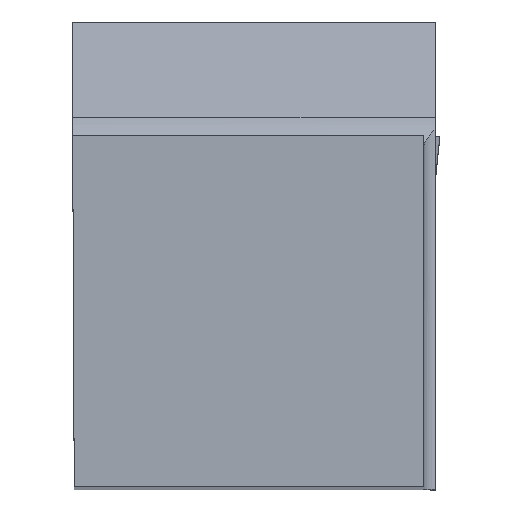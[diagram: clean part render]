
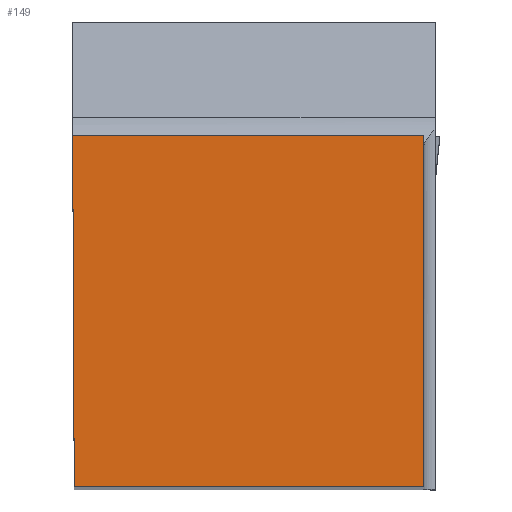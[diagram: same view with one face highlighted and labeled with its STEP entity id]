
A CAD part, top view. The second image highlights one B-rep face of the part: STEP entity #149.
In plain terms, the highlighted planar face has unit normal (0, 0, 1).
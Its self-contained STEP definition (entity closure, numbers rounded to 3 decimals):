
#149=ADVANCED_FACE('CU_BACK_SU1',(#261),#209,.F.);
#209=PLANE('',#1418);
#261=FACE_OUTER_BOUND('',#324,.T.);
#324=EDGE_LOOP('',(#520,#521,#522,#523));
#520=ORIENTED_EDGE('',*,*,#908,.T.);
#521=ORIENTED_EDGE('',*,*,#946,.F.);
#522=ORIENTED_EDGE('',*,*,#921,.T.);
#523=ORIENTED_EDGE('',*,*,#911,.T.);
#784=VERTEX_POINT('',#1908);
#785=VERTEX_POINT('',#1910);
#787=VERTEX_POINT('',#1916);
#795=VERTEX_POINT('',#1935);
#908=EDGE_CURVE('',#785,#784,#1076,.T.);
#911=EDGE_CURVE('',#787,#785,#1079,.T.);
#921=EDGE_CURVE('',#795,#787,#1087,.T.);
#946=EDGE_CURVE('',#795,#784,#1110,.T.);
#1076=LINE('',#1909,#1220);
#1079=LINE('',#1915,#1223);
#1087=LINE('',#1934,#1231);
#1110=LINE('',#2010,#1254);
#1220=VECTOR('',#1552,1.);
#1223=VECTOR('',#1557,1.);
#1231=VECTOR('',#1571,1.);
#1254=VECTOR('',#1620,1.);
#1418=AXIS2_PLACEMENT_3D('',#2011,#1621,#1622);
#1552=DIRECTION('',(1.,0.,0.));
#1557=DIRECTION('',(0.004,-1.,0.));
#1571=DIRECTION('',(-1.,0.,0.));
#1620=DIRECTION('',(0.,-1.,0.));
#1621=DIRECTION('',(0.,0.,-1.));
#1622=DIRECTION('',(0.,-1.,0.));
#1908=CARTESIAN_POINT('',(24.875,0.,0.));
#1909=CARTESIAN_POINT('',(-23.244,0.,0.));
#1910=CARTESIAN_POINT('',(0.109,0.,0.));
#1915=CARTESIAN_POINT('',(-0.088,44.976,0.));
#1916=CARTESIAN_POINT('',(0.,24.875,0.));
#1934=CARTESIAN_POINT('',(-23.244,24.875,0.));
#1935=CARTESIAN_POINT('',(24.875,24.875,0.));
#2010=CARTESIAN_POINT('',(24.875,44.875,0.));
#2011=CARTESIAN_POINT('',(-23.244,44.875,0.));
